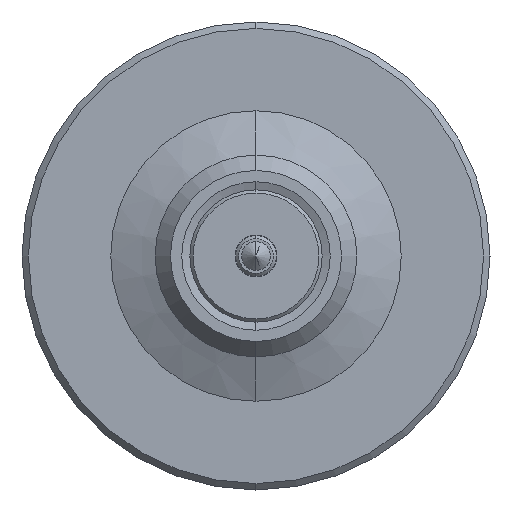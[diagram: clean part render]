
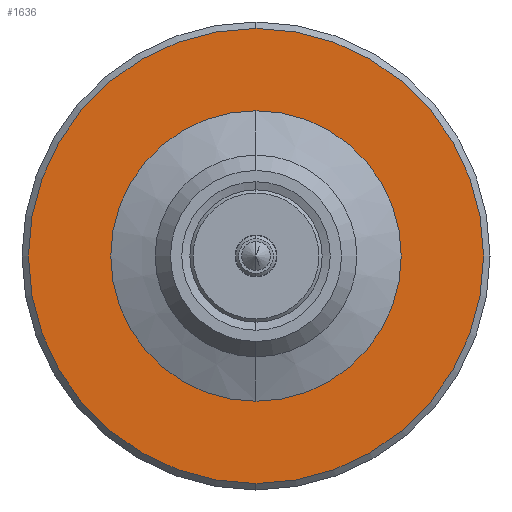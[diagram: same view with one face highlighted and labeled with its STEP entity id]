
A CAD part, left-side view. The second image highlights one B-rep face of the part: STEP entity #1636.
In plain terms, the highlighted planar face has unit normal (-1, 0, 0).
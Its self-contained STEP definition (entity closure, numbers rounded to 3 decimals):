
#261 = DIRECTION ( 'NONE',  ( -1., 0., 0. ) ) ;
#277 = CARTESIAN_POINT ( 'NONE',  ( -5.097, 0., 0. ) ) ;
#334 = CIRCLE ( 'NONE', #1700, 7.05 ) ;
#376 = DIRECTION ( 'NONE',  ( 0., 0., 1. ) ) ;
#748 = EDGE_CURVE ( 'NONE', #3771, #4345, #2752, .T. ) ;
#771 = CIRCLE ( 'NONE', #3086, 4.5 ) ;
#777 = PLANE ( 'NONE',  #1294 ) ;
#822 = CARTESIAN_POINT ( 'NONE',  ( -5.097, 7.05, 0. ) ) ;
#888 = AXIS2_PLACEMENT_3D ( 'NONE', #277, #3766, #2290 ) ;
#950 = CARTESIAN_POINT ( 'NONE',  ( -5.097, 0., 0. ) ) ;
#1089 = ORIENTED_EDGE ( 'NONE', *, *, #1117, .F. ) ;
#1117 = EDGE_CURVE ( 'NONE', #1382, #2619, #1458, .T. ) ;
#1135 = CARTESIAN_POINT ( 'NONE',  ( -5.097, 0., 0. ) ) ;
#1294 = AXIS2_PLACEMENT_3D ( 'NONE', #822, #2785, #2358 ) ;
#1315 = ORIENTED_EDGE ( 'NONE', *, *, #3751, .T. ) ;
#1382 = VERTEX_POINT ( 'NONE', #4741 ) ;
#1458 = CIRCLE ( 'NONE', #888, 4.5 ) ;
#1537 = EDGE_LOOP ( 'NONE', ( #1089, #3300 ) ) ;
#1636 = ADVANCED_FACE ( 'NONE', ( #3619, #2758 ), #777, .F. ) ;
#1645 = CARTESIAN_POINT ( 'NONE',  ( -5.097, 0., 0. ) ) ;
#1700 = AXIS2_PLACEMENT_3D ( 'NONE', #950, #2109, #3636 ) ;
#2070 = ORIENTED_EDGE ( 'NONE', *, *, #748, .T. ) ;
#2109 = DIRECTION ( 'NONE',  ( -1., 0., 0. ) ) ;
#2124 = CARTESIAN_POINT ( 'NONE',  ( -5.097, 0., -4.5 ) ) ;
#2181 = EDGE_LOOP ( 'NONE', ( #1315, #2070 ) ) ;
#2290 = DIRECTION ( 'NONE',  ( 0., 0., 1. ) ) ;
#2358 = DIRECTION ( 'NONE',  ( 0., 0., -1. ) ) ;
#2483 = CARTESIAN_POINT ( 'NONE',  ( -5.097, 0., 7.05 ) ) ;
#2619 = VERTEX_POINT ( 'NONE', #2124 ) ;
#2752 = CIRCLE ( 'NONE', #3713, 7.05 ) ;
#2758 = FACE_OUTER_BOUND ( 'NONE', #2181, .T. ) ;
#2785 = DIRECTION ( 'NONE',  ( 1., 0., 0. ) ) ;
#2798 = DIRECTION ( 'NONE',  ( -1., 0., 0. ) ) ;
#3086 = AXIS2_PLACEMENT_3D ( 'NONE', #1645, #2798, #3567 ) ;
#3300 = ORIENTED_EDGE ( 'NONE', *, *, #4518, .F. ) ;
#3567 = DIRECTION ( 'NONE',  ( 0., 0., 1. ) ) ;
#3619 = FACE_BOUND ( 'NONE', #1537, .T. ) ;
#3636 = DIRECTION ( 'NONE',  ( 0., 0., 1. ) ) ;
#3713 = AXIS2_PLACEMENT_3D ( 'NONE', #1135, #261, #376 ) ;
#3751 = EDGE_CURVE ( 'NONE', #4345, #3771, #334, .T. ) ;
#3766 = DIRECTION ( 'NONE',  ( -1., 0., 0. ) ) ;
#3771 = VERTEX_POINT ( 'NONE', #2483 ) ;
#4345 = VERTEX_POINT ( 'NONE', #4834 ) ;
#4518 = EDGE_CURVE ( 'NONE', #2619, #1382, #771, .T. ) ;
#4741 = CARTESIAN_POINT ( 'NONE',  ( -5.097, 0., 4.5 ) ) ;
#4834 = CARTESIAN_POINT ( 'NONE',  ( -5.097, 0., -7.05 ) ) ;
